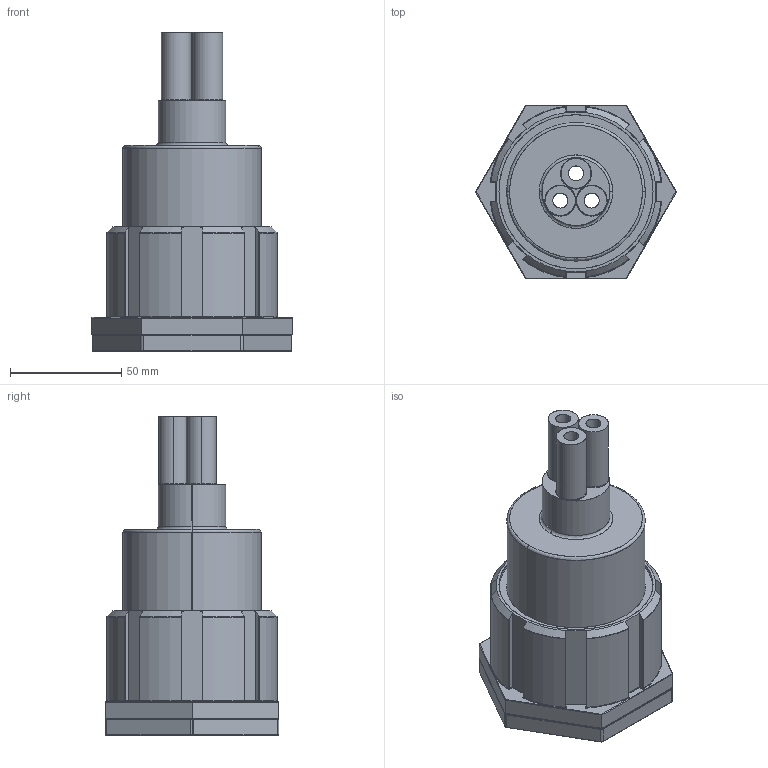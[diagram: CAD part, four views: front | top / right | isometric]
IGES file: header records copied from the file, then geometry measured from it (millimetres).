
Start section: SolidWorks IGES file using analytic representation for surfaces
Global section: file name: 4X-NUS-3C.IGS; native system: SolidWorks 2025; preprocessor: SolidWorks 2025; author: mjones; date: 260313.081804; units: inch
Bounding box: 90.19 x 78.11 x 143.31 mm (x, y, z)
Surface area: 107533.6 mm2 (no closed solid volume)
Topology: 0 solids, 0 shells, 365 faces, 7472 edges, 7472 vertices
Faces by surface type: revolution 231, bspline 134
